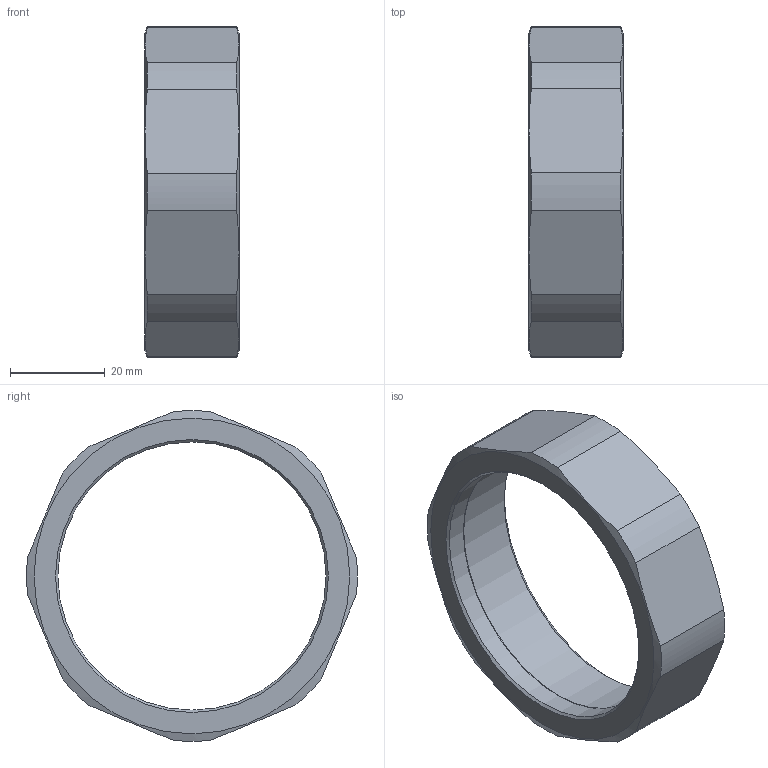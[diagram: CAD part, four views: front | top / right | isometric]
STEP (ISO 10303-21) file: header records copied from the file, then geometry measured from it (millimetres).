
FILE_DESCRIPTION(/* description */ (''),/* implementation_level */ '2;1');
FILE_NAME(/* name */ '3D_R134-M-DN40_171011630.stp',/* time_stamp */ '2021-06-16T15:07:59+02:00',/* author */ ('cad'),/* organization */ (''),/* preprocessor_version */ 'ST-DEVELOPER v18.1',/* originating_system */ 'Autodesk Inventor 2022',/* authorisation */ '');
FILE_SCHEMA (('AUTOMOTIVE_DESIGN { 1 0 10303 214 3 1 1 }'));
Length unit declared in the file: millimetre
Products named in the file (1): 3D_R134-M-DN40_171011630
Bounding box: 20 x 69.68 x 69.65 mm (x, y, z)
Volume: 17801.2 mm3; surface area: 10045.8 mm2
Topology: 1 solids, 1 shells, 27 faces, 70 edges, 46 vertices
Faces by surface type: plane 11, cylinder 10, cone 4, torus 2
Full cylindrical faces by diameter (mm): 56.5 x1, 60.376 x1
Entity records: 869 total; most frequent: CARTESIAN_POINT 176, DIRECTION 142, ORIENTED_EDGE 140, EDGE_CURVE 70, AXIS2_PLACEMENT_3D 60, VERTEX_POINT 46, CIRCLE 32, EDGE_LOOP 30
